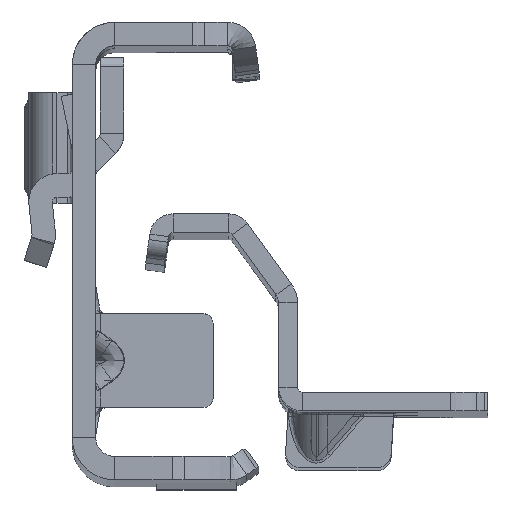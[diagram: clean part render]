
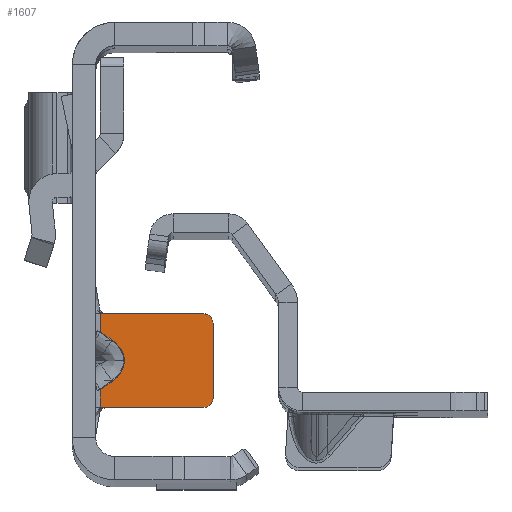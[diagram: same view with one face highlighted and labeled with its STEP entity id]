
A CAD part, top view. The second image highlights one B-rep face of the part: STEP entity #1607.
In plain terms, the highlighted planar face has unit normal (0, 0, 1).
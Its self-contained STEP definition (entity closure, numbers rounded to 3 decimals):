
#398 = VERTEX_POINT ( 'NONE', #18215 ) ;
#553 = VECTOR ( 'NONE', #12663, 1000. ) ;
#699 = CARTESIAN_POINT ( 'NONE',  ( -1.826, -15.6, -391.5 ) ) ;
#854 = VECTOR ( 'NONE', #15840, 1000. ) ;
#904 = ORIENTED_EDGE ( 'NONE', *, *, #15622, .F. ) ;
#917 = CARTESIAN_POINT ( 'NONE',  ( -1.826, -5.6, -391.5 ) ) ;
#918 = CARTESIAN_POINT ( 'NONE',  ( 12.5, -14.6, -391.5 ) ) ;
#971 = DIRECTION ( 'NONE',  ( 1., 0., 0. ) ) ;
#1206 = ORIENTED_EDGE ( 'NONE', *, *, #8496, .T. ) ;
#1233 = ORIENTED_EDGE ( 'NONE', *, *, #9480, .T. ) ;
#1607 = ADVANCED_FACE ( 'NONE', ( #13822 ), #9382, .F. ) ;
#1732 = CARTESIAN_POINT ( 'NONE',  ( 1.757, -12.792, -391.5 ) ) ;
#1798 = ORIENTED_EDGE ( 'NONE', *, *, #2901, .F. ) ;
#1813 = LINE ( 'NONE', #13167, #11003 ) ;
#1887 = CARTESIAN_POINT ( 'NONE',  ( -37.326, 22.3, -391.5 ) ) ;
#2426 = DIRECTION ( 'NONE',  ( 0., 1., 0. ) ) ;
#2463 = CARTESIAN_POINT ( 'NONE',  ( 1.367, -8.131, -391.5 ) ) ;
#2901 = EDGE_CURVE ( 'NONE', #2944, #16790, #6970, .T. ) ;
#2921 = DIRECTION ( 'NONE',  ( 0., 1., 0. ) ) ;
#2944 = VERTEX_POINT ( 'NONE', #6873 ) ;
#3074 = DIRECTION ( 'NONE',  ( -1., 0., 0. ) ) ;
#3350 = DIRECTION ( 'NONE',  ( 0., 0., -1. ) ) ;
#3417 = CARTESIAN_POINT ( 'NONE',  ( 1.757, -12.792, -391.5 ) ) ;
#3474 = ORIENTED_EDGE ( 'NONE', *, *, #17680, .T. ) ;
#3689 = CARTESIAN_POINT ( 'NONE',  ( 0.5, -15.6, -391.5 ) ) ;
#3825 = ORIENTED_EDGE ( 'NONE', *, *, #13203, .T. ) ;
#4142 = DIRECTION ( 'NONE',  ( 1., 0., 0. ) ) ;
#4697 = VERTEX_POINT ( 'NONE', #7060 ) ;
#4859 = CARTESIAN_POINT ( 'NONE',  ( 11.5, -14.6, -391.5 ) ) ;
#5299 = LINE ( 'NONE', #16721, #7325 ) ;
#5405 = LINE ( 'NONE', #15772, #12493 ) ;
#5437 = AXIS2_PLACEMENT_3D ( 'NONE', #4859, #10701, #2921 ) ;
#5691 = CARTESIAN_POINT ( 'NONE',  ( 12.5, -6.6, -391.5 ) ) ;
#5994 = VECTOR ( 'NONE', #971, 1000. ) ;
#6077 = CIRCLE ( 'NONE', #9133, 1. ) ;
#6351 = CARTESIAN_POINT ( 'NONE',  ( 3.573, -9.692, -391.5 ) ) ;
#6594 = DIRECTION ( 'NONE',  ( 0., 1., 0. ) ) ;
#6873 = CARTESIAN_POINT ( 'NONE',  ( 1.757, -8.408, -391.5 ) ) ;
#6970 = LINE ( 'NONE', #2463, #13801 ) ;
#7060 = CARTESIAN_POINT ( 'NONE',  ( 0.708, -15.6, -391.5 ) ) ;
#7273 = CARTESIAN_POINT ( 'NONE',  ( -1.826, -15.6, -391.5 ) ) ;
#7325 = VECTOR ( 'NONE', #12321, 1000. ) ;
#7363 = LINE ( 'NONE', #7273, #7989 ) ;
#7787 = VERTEX_POINT ( 'NONE', #11489 ) ;
#7989 = VECTOR ( 'NONE', #4142, 1000. ) ;
#8293 = ORIENTED_EDGE ( 'NONE', *, *, #9988, .F. ) ;
#8319 = EDGE_CURVE ( 'NONE', #398, #12053, #11877, .T. ) ;
#8326 = CARTESIAN_POINT ( 'NONE',  ( 2.624, -12.179, -391.5 ) ) ;
#8372 = CARTESIAN_POINT ( 'NONE',  ( 11.5, -5.6, -391.5 ) ) ;
#8433 = CARTESIAN_POINT ( 'NONE',  ( 0.5, 22.3, -391.5 ) ) ;
#8496 = EDGE_CURVE ( 'NONE', #12053, #10654, #5405, .T. ) ;
#9133 = AXIS2_PLACEMENT_3D ( 'NONE', #12992, #10011, #18929 ) ;
#9382 = PLANE ( 'NONE',  #11115 ) ;
#9480 = EDGE_CURVE ( 'NONE', #10654, #18727, #6077, .T. ) ;
#9655 = LINE ( 'NONE', #699, #5994 ) ;
#9695 = LINE ( 'NONE', #917, #553 ) ;
#9737 = VERTEX_POINT ( 'NONE', #10585 ) ;
#9843 = VERTEX_POINT ( 'NONE', #3689 ) ;
#9959 = DIRECTION ( 'NONE',  ( -0.816, 0.577, 0. ) ) ;
#9988 = EDGE_CURVE ( 'NONE', #16790, #17294, #17384, .T. ) ;
#10011 = DIRECTION ( 'NONE',  ( 0., 0., 1. ) ) ;
#10086 = EDGE_LOOP ( 'NONE', ( #1798, #904, #17452, #15632, #3474, #3825, #10661, #1206, #1233, #11002, #18813, #8293 ) ) ;
#10112 = EDGE_CURVE ( 'NONE', #18727, #7787, #1813, .T. ) ;
#10265 = EDGE_CURVE ( 'NONE', #7787, #17294, #9695, .T. ) ;
#10461 = VERTEX_POINT ( 'NONE', #3417 ) ;
#10580 = CARTESIAN_POINT ( 'NONE',  ( 3.573, -11.508, -391.5 ) ) ;
#10585 = CARTESIAN_POINT ( 'NONE',  ( 0.5, -13.681, -391.5 ) ) ;
#10654 = VERTEX_POINT ( 'NONE', #5691 ) ;
#10661 = ORIENTED_EDGE ( 'NONE', *, *, #8319, .T. ) ;
#10701 = DIRECTION ( 'NONE',  ( 0., 0., 1. ) ) ;
#10918 = EDGE_CURVE ( 'NONE', #9843, #9737, #5299, .T. ) ;
#11002 = ORIENTED_EDGE ( 'NONE', *, *, #10112, .T. ) ;
#11003 = VECTOR ( 'NONE', #3074, 1000. ) ;
#11115 = AXIS2_PLACEMENT_3D ( 'NONE', #1887, #3350, #6594 ) ;
#11489 = CARTESIAN_POINT ( 'NONE',  ( 0.708, -5.6, -391.5 ) ) ;
#11877 = CIRCLE ( 'NONE', #5437, 1. ) ;
#12053 = VERTEX_POINT ( 'NONE', #918 ) ;
#12321 = DIRECTION ( 'NONE',  ( 0., 1., 0. ) ) ;
#12493 = VECTOR ( 'NONE', #2426, 1000. ) ;
#12501 = CARTESIAN_POINT ( 'NONE',  ( 0.5, -7.519, -391.5 ) ) ;
#12663 = DIRECTION ( 'NONE',  ( -1., 0., 0. ) ) ;
#12675 = LINE ( 'NONE', #8326, #12733 ) ;
#12733 = VECTOR ( 'NONE', #18521, 1000. ) ;
#12992 = CARTESIAN_POINT ( 'NONE',  ( 11.5, -6.6, -391.5 ) ) ;
#13167 = CARTESIAN_POINT ( 'NONE',  ( -1.826, -5.6, -391.5 ) ) ;
#13203 = EDGE_CURVE ( 'NONE', #4697, #398, #7363, .T. ) ;
#13801 = VECTOR ( 'NONE', #9959, 1000. ) ;
#13822 = FACE_OUTER_BOUND ( 'NONE', #10086, .T. ) ;
#14818 = CARTESIAN_POINT ( 'NONE',  ( 1.757, -8.408, -391.5 ) ) ;
#15622 = EDGE_CURVE ( 'NONE', #10461, #2944, #17971, .T. ) ;
#15632 = ORIENTED_EDGE ( 'NONE', *, *, #10918, .F. ) ;
#15772 = CARTESIAN_POINT ( 'NONE',  ( 12.5, -6.6, -391.5 ) ) ;
#15840 = DIRECTION ( 'NONE',  ( 0., 1., 0. ) ) ;
#16721 = CARTESIAN_POINT ( 'NONE',  ( 0.5, 22.3, -391.5 ) ) ;
#16790 = VERTEX_POINT ( 'NONE', #12501 ) ;
#17294 = VERTEX_POINT ( 'NONE', #18128 ) ;
#17384 = LINE ( 'NONE', #8433, #854 ) ;
#17452 = ORIENTED_EDGE ( 'NONE', *, *, #18476, .F. ) ;
#17680 = EDGE_CURVE ( 'NONE', #9843, #4697, #9655, .T. ) ;
#17971 =( BOUNDED_CURVE ( )  B_SPLINE_CURVE ( 3, ( #1732, #10580, #6351, #14818 ),
 .UNSPECIFIED., .F., .T. ) 
 B_SPLINE_CURVE_WITH_KNOTS ( ( 4, 4 ),
 ( 2.356, 3.927 ),
 .UNSPECIFIED. ) 
 CURVE ( )  GEOMETRIC_REPRESENTATION_ITEM ( )  RATIONAL_B_SPLINE_CURVE ( ( 1., 0.805, 0.805, 1. ) ) 
 REPRESENTATION_ITEM ( '' )  );
#18128 = CARTESIAN_POINT ( 'NONE',  ( 0.5, -5.6, -391.5 ) ) ;
#18215 = CARTESIAN_POINT ( 'NONE',  ( 11.5, -15.6, -391.5 ) ) ;
#18476 = EDGE_CURVE ( 'NONE', #9737, #10461, #12675, .T. ) ;
#18521 = DIRECTION ( 'NONE',  ( 0.816, 0.577, 0. ) ) ;
#18727 = VERTEX_POINT ( 'NONE', #8372 ) ;
#18813 = ORIENTED_EDGE ( 'NONE', *, *, #10265, .T. ) ;
#18929 = DIRECTION ( 'NONE',  ( 0., -1., 0. ) ) ;
